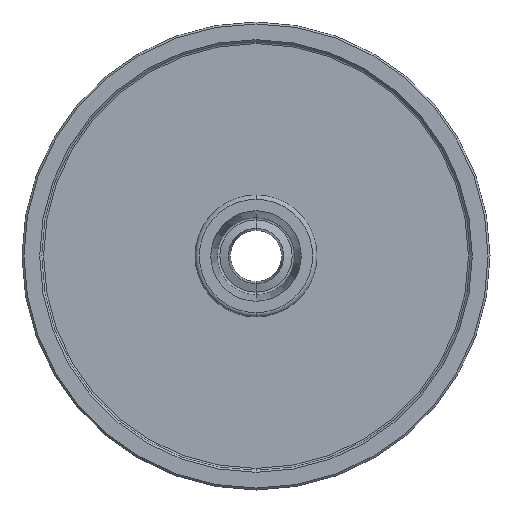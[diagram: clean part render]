
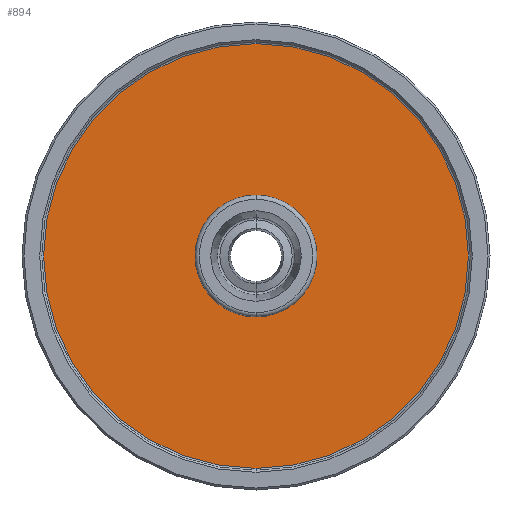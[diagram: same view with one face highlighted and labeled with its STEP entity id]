
A CAD part, front view. The second image highlights one B-rep face of the part: STEP entity #894.
In plain terms, the highlighted planar face has unit normal (0, -1, 0).
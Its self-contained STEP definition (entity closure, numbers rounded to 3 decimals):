
#14 = DIRECTION ( 'NONE',  ( 0., 0., -1. ) ) ;
#21 = DIRECTION ( 'NONE',  ( 0., 1., 0. ) ) ;
#30 = CARTESIAN_POINT ( 'NONE',  ( 59.5, 5., 0. ) ) ;
#90 = DIRECTION ( 'NONE',  ( 0., 0., -1. ) ) ;
#93 = PLANE ( 'NONE',  #343 ) ;
#99 = EDGE_CURVE ( 'NONE', #845, #740, #440, .T. ) ;
#103 = CARTESIAN_POINT ( 'NONE',  ( 5., 5., 0. ) ) ;
#114 = DIRECTION ( 'NONE',  ( 0., -1., 0. ) ) ;
#121 = EDGE_CURVE ( 'NONE', #721, #660, #796, .T. ) ;
#163 = FACE_OUTER_BOUND ( 'NONE', #348, .T. ) ;
#173 = CARTESIAN_POINT ( 'NONE',  ( 59.5, 5., -15.5 ) ) ;
#227 = CARTESIAN_POINT ( 'NONE',  ( 59.5, 5., 54. ) ) ;
#241 = CARTESIAN_POINT ( 'NONE',  ( 59.5, 5., 15.5 ) ) ;
#270 = EDGE_LOOP ( 'NONE', ( #320, #548 ) ) ;
#294 = CARTESIAN_POINT ( 'NONE',  ( 59.5, 5., -54. ) ) ;
#320 = ORIENTED_EDGE ( 'NONE', *, *, #99, .T. ) ;
#333 = ORIENTED_EDGE ( 'NONE', *, *, #121, .T. ) ;
#343 = AXIS2_PLACEMENT_3D ( 'NONE', #103, #114, #90 ) ;
#348 = EDGE_LOOP ( 'NONE', ( #776, #333 ) ) ;
#412 = DIRECTION ( 'NONE',  ( 0., 0., -1. ) ) ;
#414 = DIRECTION ( 'NONE',  ( 0., 1., 0. ) ) ;
#417 = CARTESIAN_POINT ( 'NONE',  ( 59.5, 5., 0. ) ) ;
#430 = DIRECTION ( 'NONE',  ( 0., 0., -1. ) ) ;
#434 = DIRECTION ( 'NONE',  ( 0., -1., 0. ) ) ;
#440 = CIRCLE ( 'NONE', #778, 15.5 ) ;
#443 = EDGE_CURVE ( 'NONE', #660, #721, #732, .T. ) ;
#446 = CARTESIAN_POINT ( 'NONE',  ( 59.5, 5., 0. ) ) ;
#451 = EDGE_CURVE ( 'NONE', #740, #845, #458, .T. ) ;
#458 = CIRCLE ( 'NONE', #549, 15.5 ) ;
#548 = ORIENTED_EDGE ( 'NONE', *, *, #451, .T. ) ;
#549 = AXIS2_PLACEMENT_3D ( 'NONE', #417, #414, #412 ) ;
#551 = AXIS2_PLACEMENT_3D ( 'NONE', #446, #434, #430 ) ;
#627 = FACE_BOUND ( 'NONE', #270, .T. ) ;
#660 = VERTEX_POINT ( 'NONE', #294 ) ;
#721 = VERTEX_POINT ( 'NONE', #227 ) ;
#732 = CIRCLE ( 'NONE', #551, 54. ) ;
#740 = VERTEX_POINT ( 'NONE', #241 ) ;
#764 = AXIS2_PLACEMENT_3D ( 'NONE', #928, #927, #926 ) ;
#776 = ORIENTED_EDGE ( 'NONE', *, *, #443, .T. ) ;
#778 = AXIS2_PLACEMENT_3D ( 'NONE', #30, #21, #14 ) ;
#796 = CIRCLE ( 'NONE', #764, 54. ) ;
#845 = VERTEX_POINT ( 'NONE', #173 ) ;
#894 = ADVANCED_FACE ( 'NONE', ( #163, #627 ), #93, .T. ) ;
#926 = DIRECTION ( 'NONE',  ( 0., 0., -1. ) ) ;
#927 = DIRECTION ( 'NONE',  ( 0., -1., 0. ) ) ;
#928 = CARTESIAN_POINT ( 'NONE',  ( 59.5, 5., 0. ) ) ;
